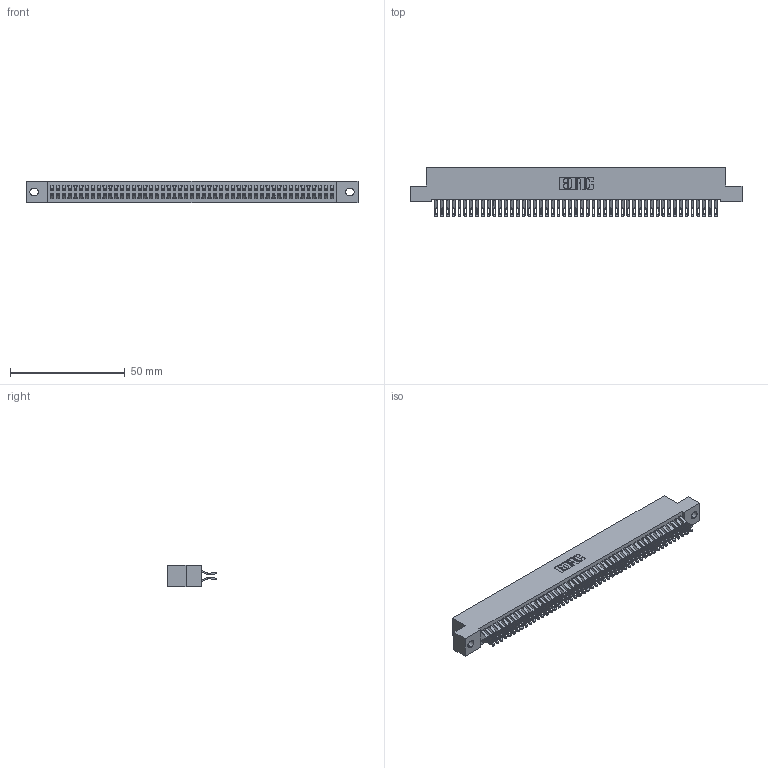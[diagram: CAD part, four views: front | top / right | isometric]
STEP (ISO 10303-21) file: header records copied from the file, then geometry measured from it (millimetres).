
FILE_DESCRIPTION (( 'STEP AP203' ), '1' );
FILE_NAME ('392-098-555-202.STEP', '2018-08-18T11:08:57', ( '' ), ( '' ), 'SwSTEP 2.0', 'SolidWorks 2016', '' );
FILE_SCHEMA (( 'CONFIG_CONTROL_DESIGN' ));
Length unit declared in the file: inch
Products named in the file (3): 342 Part_.128 Slot; 345-292-001_555 Tail; 392-098-555-202
Assembly tree (99 placements, depth 2):
  392-098-555-202
    342 Part_.128 Slot
    345-292-001_555 Tail  x98
Bounding box: 144.78 x 21.47 x 9.4 mm (x, y, z)
Volume: 13261.8 mm3; surface area: 22467.1 mm2
Topology: 99 solids, 99 shells, 5798 faces, 18245 edges, 12162 vertices
Faces by surface type: plane 3402, cylinder 2396
Entity records: 30947 total; most frequent: CARTESIAN_POINT 5156, ORIENTED_EDGE 5062, DIRECTION 4363, EDGE_CURVE 2531, LINE 2383, VECTOR 2383, VERTEX_POINT 1686, AXIS2_PLACEMENT_3D 990
